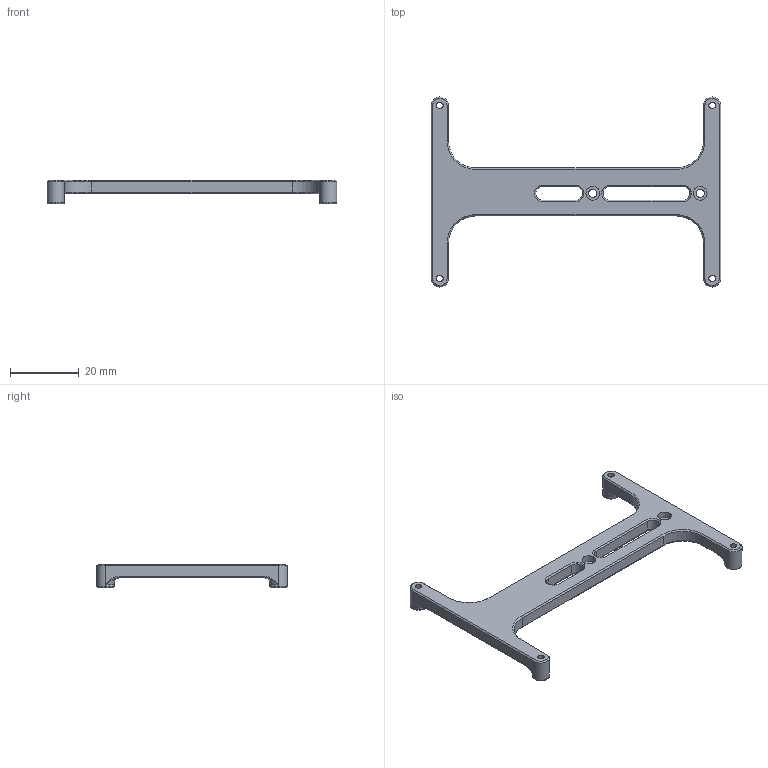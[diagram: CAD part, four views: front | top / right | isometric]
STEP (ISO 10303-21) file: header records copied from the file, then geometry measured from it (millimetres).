
FILE_DESCRIPTION (( 'STEP AP214' ), '1' );
FILE_NAME ('OrangePi_Bracket.STEP', '2022-05-13T21:52:59', ( '' ), ( '' ), 'SwSTEP 2.0', 'SolidWorks 2021', '' );
FILE_SCHEMA (( 'AUTOMOTIVE_DESIGN' ));
Length unit declared in the file: millimetre
Products named in the file (1): OrangePi_Bracket
Bounding box: 84.5 x 55.5 x 7 mm (x, y, z)
Volume: 6016.9 mm3; surface area: 4918.7 mm2
Topology: 1 solids, 1 shells, 147 faces, 360 edges, 212 vertices
Faces by surface type: plane 48, cylinder 47, cone 22, torus 22, bspline 8
Entity records: 4640 total; most frequent: CARTESIAN_POINT 1104, DIRECTION 780, ORIENTED_EDGE 704, EDGE_CURVE 352, AXIS2_PLACEMENT_3D 304, VERTEX_POINT 212, LINE 172, VECTOR 172
